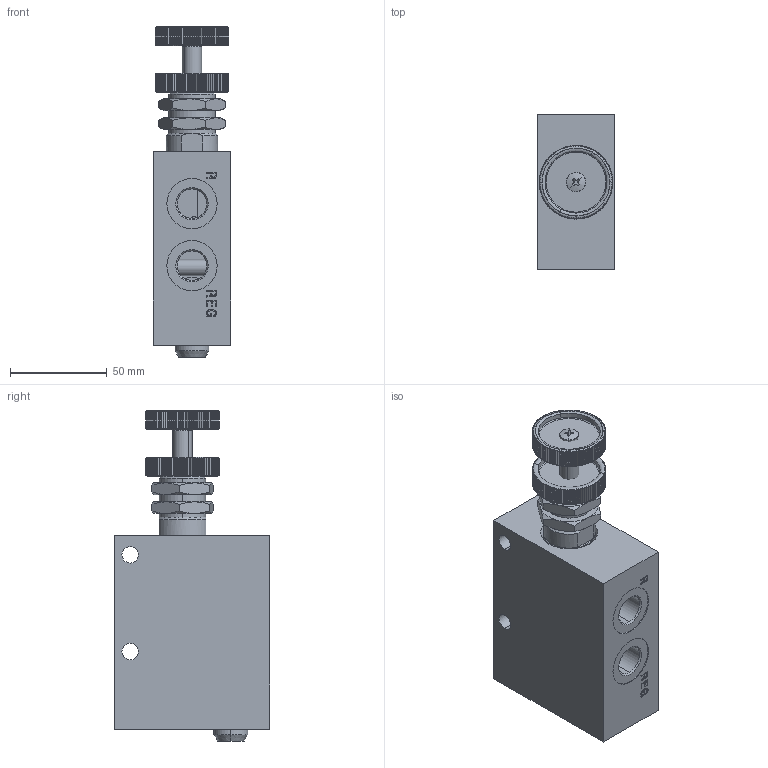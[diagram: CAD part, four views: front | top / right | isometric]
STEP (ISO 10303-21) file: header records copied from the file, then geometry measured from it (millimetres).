
FILE_DESCRIPTION (( 'STEP AP214' ), '1' );
FILE_NAME ('05901904021002B.STEP', '2025-06-04T08:54:06', ( '' ), ( '' ), 'SwSTEP 2.0', 'SolidWorks 2023', '' );
FILE_SCHEMA (( 'AUTOMOTIVE_DESIGN' ));
Products named in the file (1): 05901904021002B
Bounding box: 40 x 80.2 x 170.7 mm (x, y, z)
Surface area: 51392.8 mm2 (no closed solid volume)
Topology: 0 solids, 62 shells, 913 faces, 5342 edges, 4492 vertices
Faces by surface type: plane 562, cylinder 247, cone 51, torus 28, bspline 23, sphere 2
Entity records: 56473 total; most frequent: CARTESIAN_POINT 17747, ORIENTED_EDGE 7686, DIRECTION 6738, EDGE_CURVE 5342, VERTEX_POINT 4492, VECTOR 3684, LINE 3684, AXIS2_PLACEMENT_3D 1527
